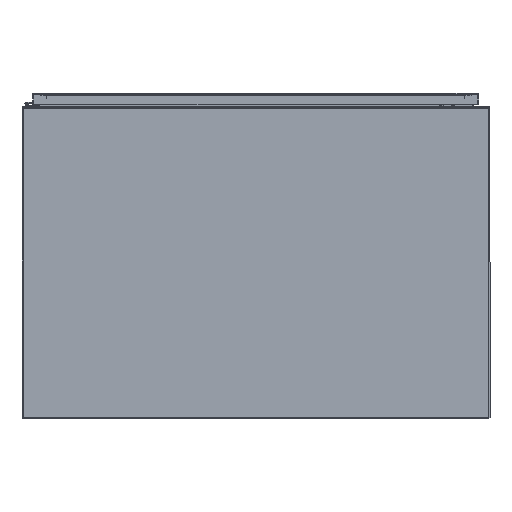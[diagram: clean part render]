
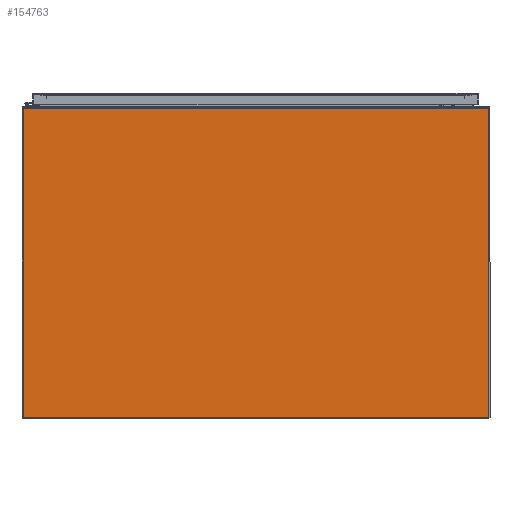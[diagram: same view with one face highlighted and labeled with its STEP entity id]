
A CAD part, front view. The second image highlights one B-rep face of the part: STEP entity #154763.
In plain terms, the highlighted face is planar.
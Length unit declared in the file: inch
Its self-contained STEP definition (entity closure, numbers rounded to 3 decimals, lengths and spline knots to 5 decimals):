
#19419 = PLANE ( 'NONE',  #189635 ) ;
#19664 = VECTOR ( 'NONE', #130954, 39.37008 ) ;
#20142 = CARTESIAN_POINT ( 'NONE',  ( 0., 0., 0.0937 ) ) ;
#20385 = LINE ( 'NONE', #210351, #64219 ) ;
#26885 = EDGE_CURVE ( 'NONE', #114817, #85323, #37612, .T. ) ;
#28437 = VECTOR ( 'NONE', #133337, 39.37008 ) ;
#32023 = CARTESIAN_POINT ( 'NONE',  ( -8.9844, -11.8907, 0.0937 ) ) ;
#32868 = DIRECTION ( 'NONE',  ( 1., 0., 0. ) ) ;
#36679 = DIRECTION ( 'NONE',  ( 1., 0., 0. ) ) ;
#37612 = LINE ( 'NONE', #32023, #19664 ) ;
#47889 = EDGE_CURVE ( 'NONE', #114817, #130807, #20385, .T. ) ;
#51032 = CARTESIAN_POINT ( 'NONE',  ( 17.9688, 12.01565, 0.0937 ) ) ;
#51366 = VECTOR ( 'NONE', #32868, 39.37008 ) ;
#51977 = FACE_OUTER_BOUND ( 'NONE', #158338, .T. ) ;
#64219 = VECTOR ( 'NONE', #94815, 39.37008 ) ;
#67017 = EDGE_CURVE ( 'NONE', #130807, #97124, #95302, .T. ) ;
#76926 = ORIENTED_EDGE ( 'NONE', *, *, #187833, .F. ) ;
#81838 = ORIENTED_EDGE ( 'NONE', *, *, #67017, .F. ) ;
#85323 = VERTEX_POINT ( 'NONE', #146290 ) ;
#94815 = DIRECTION ( 'NONE',  ( 0., 1., 0. ) ) ;
#95302 = LINE ( 'NONE', #148331, #51366 ) ;
#97124 = VERTEX_POINT ( 'NONE', #118997 ) ;
#107374 = CARTESIAN_POINT ( 'NONE',  ( -17.9688, -11.8907, 0.0937 ) ) ;
#112496 = ORIENTED_EDGE ( 'NONE', *, *, #26885, .T. ) ;
#114817 = VERTEX_POINT ( 'NONE', #107374 ) ;
#118997 = CARTESIAN_POINT ( 'NONE',  ( 17.9688, 12.01565, 0.0937 ) ) ;
#130807 = VERTEX_POINT ( 'NONE', #138600 ) ;
#130954 = DIRECTION ( 'NONE',  ( 1., 0., 0. ) ) ;
#133337 = DIRECTION ( 'NONE',  ( 0., -1., 0. ) ) ;
#135525 = DIRECTION ( 'NONE',  ( 0., 0., 1. ) ) ;
#138600 = CARTESIAN_POINT ( 'NONE',  ( -17.9688, 12.01565, 0.0937 ) ) ;
#146290 = CARTESIAN_POINT ( 'NONE',  ( 17.9688, -11.8907, 0.0937 ) ) ;
#148331 = CARTESIAN_POINT ( 'NONE',  ( -17.9688, 12.01565, 0.0937 ) ) ;
#154763 = ADVANCED_FACE ( 'NONE', ( #51977 ), #19419, .T. ) ;
#158338 = EDGE_LOOP ( 'NONE', ( #112496, #76926, #81838, #166261 ) ) ;
#160120 = LINE ( 'NONE', #51032, #28437 ) ;
#166261 = ORIENTED_EDGE ( 'NONE', *, *, #47889, .F. ) ;
#187833 = EDGE_CURVE ( 'NONE', #97124, #85323, #160120, .T. ) ;
#189635 = AXIS2_PLACEMENT_3D ( 'NONE', #20142, #135525, #36679 ) ;
#210351 = CARTESIAN_POINT ( 'NONE',  ( -17.9688, -12.01565, 0.0937 ) ) ;
